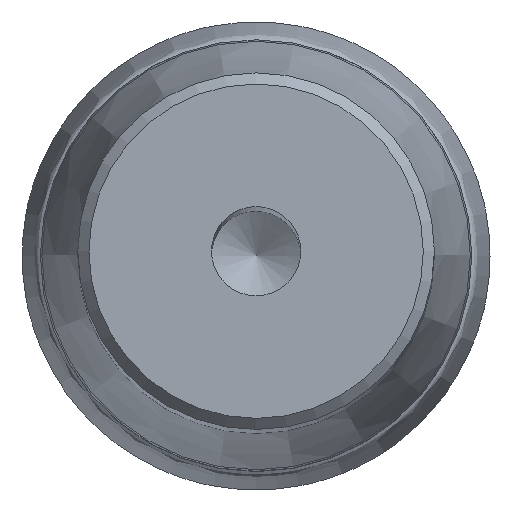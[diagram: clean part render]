
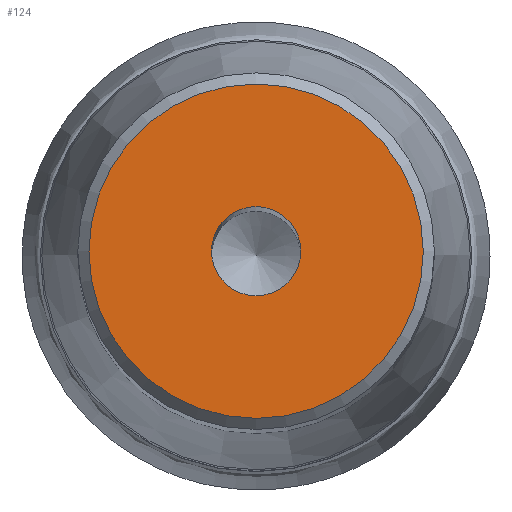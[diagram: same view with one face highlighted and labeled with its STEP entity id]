
A CAD part, top view. The second image highlights one B-rep face of the part: STEP entity #124.
In plain terms, the highlighted planar face has unit normal (0, 0, 1).
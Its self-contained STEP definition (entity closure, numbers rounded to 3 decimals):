
#104=PLANE('',#452);
#124=ADVANCED_FACE('CLONE_TP_FACE',(#160,#161),#104,.T.);
#160=FACE_BOUND('',#203,.T.);
#161=FACE_BOUND('',#204,.T.);
#203=EDGE_LOOP('',(#245));
#204=EDGE_LOOP('',(#246));
#245=ORIENTED_EDGE('',*,*,#308,.F.);
#246=ORIENTED_EDGE('',*,*,#309,.T.);
#285=VERTEX_POINT('',#631);
#286=VERTEX_POINT('',#633);
#308=EDGE_CURVE('',#285,#285,#329,.T.);
#309=EDGE_CURVE('',#286,#286,#330,.T.);
#329=CIRCLE('',#450,4.);
#330=CIRCLE('',#451,14.996);
#450=AXIS2_PLACEMENT_3D('',#630,#527,#528);
#451=AXIS2_PLACEMENT_3D('',#632,#529,#530);
#452=AXIS2_PLACEMENT_3D('',#634,#531,#532);
#527=DIRECTION('',(0.,0.,1.));
#528=DIRECTION('',(1.,0.,0.));
#529=DIRECTION('',(0.,0.,1.));
#530=DIRECTION('',(1.,0.,0.));
#531=DIRECTION('',(0.,0.,1.));
#532=DIRECTION('',(-1.,0.,0.));
#630=CARTESIAN_POINT('',(0.,0.,0.));
#631=CARTESIAN_POINT('',(4.,0.,0.));
#632=CARTESIAN_POINT('',(0.,0.,0.));
#633=CARTESIAN_POINT('',(14.996,0.,0.));
#634=CARTESIAN_POINT('',(0.,0.,0.));
